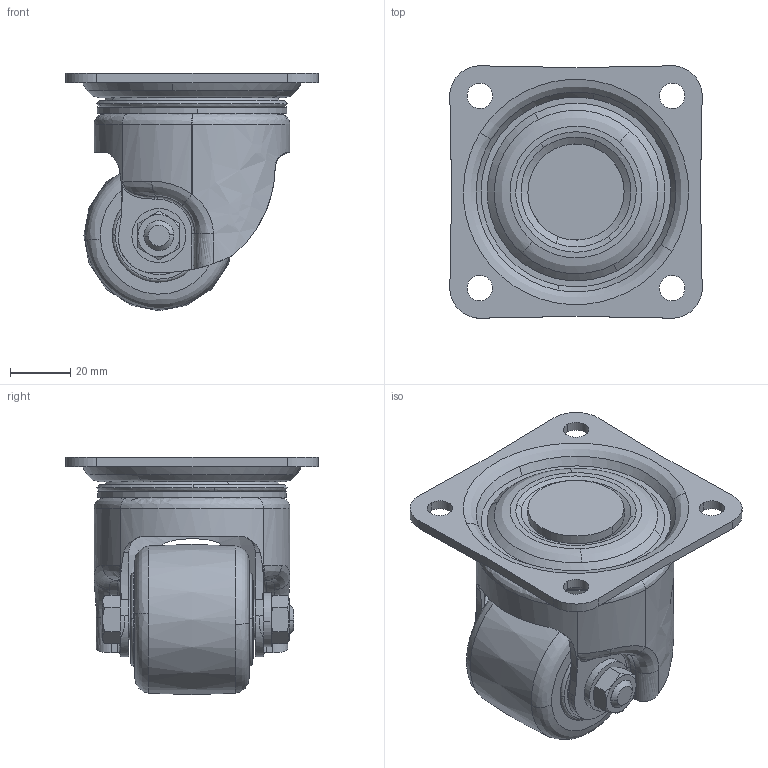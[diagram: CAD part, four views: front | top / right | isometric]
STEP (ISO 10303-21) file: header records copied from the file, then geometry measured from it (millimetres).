
FILE_DESCRIPTION((''),'2;1');
FILE_NAME('','2009-03-19T14:06:49',(''),(''),'','CADfix','');
FILE_SCHEMA(('AUTOMOTIVE_DESIGN { 1 0 10303 214 1 1 1 1 }'));
Length unit declared in the file: millimetre
Bounding box: 83.99 x 83.99 x 79 mm (x, y, z)
Volume: 172066.5 mm3; surface area: 56716.5 mm2
Topology: 5 solids, 5 shells, 267 faces, 803 edges, 565 vertices
Faces by surface type: bspline 267
Entity records: 14335 total; most frequent: CARTESIAN_POINT 9975, ORIENTED_EDGE 1602, EDGE_CURVE 801, VERTEX_POINT 565, EDGE_LOOP 306, FACE_OUTER_BOUND 267, ADVANCED_FACE 267, QUASI_UNIFORM_CURVE 191
